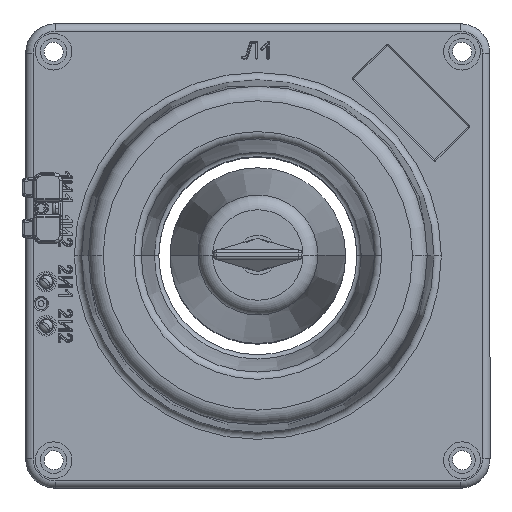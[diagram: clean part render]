
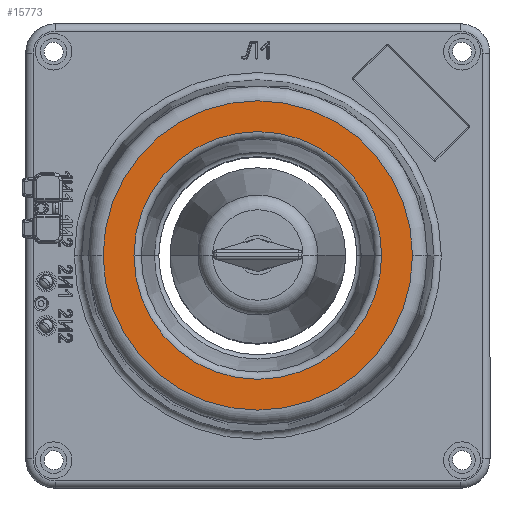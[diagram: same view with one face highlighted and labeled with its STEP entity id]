
A CAD part, top view. The second image highlights one B-rep face of the part: STEP entity #15773.
In plain terms, the highlighted planar face has unit normal (0, 0, 1).
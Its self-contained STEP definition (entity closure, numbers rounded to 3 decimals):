
#523 = DIRECTION ( 'NONE',  ( 0., 0., 1. ) ) ;
#537 = DIRECTION ( 'NONE',  ( 1., 0., 0. ) ) ;
#543 = CARTESIAN_POINT ( 'NONE',  ( 0., 0., 224. ) ) ;
#606 = CARTESIAN_POINT ( 'NONE',  ( 0., 0., 224. ) ) ;
#607 = DIRECTION ( 'NONE',  ( 1., 0., 0. ) ) ;
#631 = DIRECTION ( 'NONE',  ( 0., 0., -1. ) ) ;
#2125 = PLANE ( 'NONE',  #11231 ) ;
#2138 = DIRECTION ( 'NONE',  ( 1., 0., 0. ) ) ;
#2146 = DIRECTION ( 'NONE',  ( 0., 0., 1. ) ) ;
#2156 = CARTESIAN_POINT ( 'NONE',  ( 0., 0., 224. ) ) ;
#2704 = ORIENTED_EDGE ( 'NONE', *, *, #7724, .T. ) ;
#2709 = ORIENTED_EDGE ( 'NONE', *, *, #4761, .T. ) ;
#2794 = ORIENTED_EDGE ( 'NONE', *, *, #7674, .T. ) ;
#2799 = ORIENTED_EDGE ( 'NONE', *, *, #4839, .T. ) ;
#3588 = CIRCLE ( 'NONE', #5173, 105.265 ) ;
#3623 = CIRCLE ( 'NONE', #5163, 84.29 ) ;
#4046 = CIRCLE ( 'NONE', #4954, 84.29 ) ;
#4194 = CIRCLE ( 'NONE', #4999, 105.265 ) ;
#4761 = EDGE_CURVE ( 'NONE', #6002, #5896, #4046, .T. ) ;
#4839 = EDGE_CURVE ( 'NONE', #5999, #5956, #4194, .T. ) ;
#4954 = AXIS2_PLACEMENT_3D ( 'NONE', #6218, #6216, #6212 ) ;
#4999 = AXIS2_PLACEMENT_3D ( 'NONE', #12034, #12025, #12033 ) ;
#5163 = AXIS2_PLACEMENT_3D ( 'NONE', #606, #631, #607 ) ;
#5173 = AXIS2_PLACEMENT_3D ( 'NONE', #543, #523, #537 ) ;
#5896 = VERTEX_POINT ( 'NONE', #12626 ) ;
#5956 = VERTEX_POINT ( 'NONE', #12696 ) ;
#5999 = VERTEX_POINT ( 'NONE', #12737 ) ;
#6002 = VERTEX_POINT ( 'NONE', #12731 ) ;
#6212 = DIRECTION ( 'NONE',  ( 1., 0., 0. ) ) ;
#6216 = DIRECTION ( 'NONE',  ( 0., 0., -1. ) ) ;
#6218 = CARTESIAN_POINT ( 'NONE',  ( 0., 0., 224. ) ) ;
#7674 = EDGE_CURVE ( 'NONE', #5956, #5999, #3588, .T. ) ;
#7724 = EDGE_CURVE ( 'NONE', #5896, #6002, #3623, .T. ) ;
#8479 = FACE_OUTER_BOUND ( 'NONE', #10343, .T. ) ;
#8493 = FACE_BOUND ( 'NONE', #10365, .T. ) ;
#10343 = EDGE_LOOP ( 'NONE', ( #2799, #2794 ) ) ;
#10365 = EDGE_LOOP ( 'NONE', ( #2704, #2709 ) ) ;
#11231 = AXIS2_PLACEMENT_3D ( 'NONE', #2156, #2146, #2138 ) ;
#12025 = DIRECTION ( 'NONE',  ( 0., 0., 1. ) ) ;
#12033 = DIRECTION ( 'NONE',  ( 1., 0., 0. ) ) ;
#12034 = CARTESIAN_POINT ( 'NONE',  ( 0., 0., 224. ) ) ;
#12626 = CARTESIAN_POINT ( 'NONE',  ( 84.29, 0., 224. ) ) ;
#12696 = CARTESIAN_POINT ( 'NONE',  ( -105.265, 0., 224. ) ) ;
#12731 = CARTESIAN_POINT ( 'NONE',  ( -84.29, 0., 224. ) ) ;
#12737 = CARTESIAN_POINT ( 'NONE',  ( 105.265, 0., 224. ) ) ;
#15773 = ADVANCED_FACE ( 'NONE', ( #8479, #8493 ), #2125, .T. ) ;
